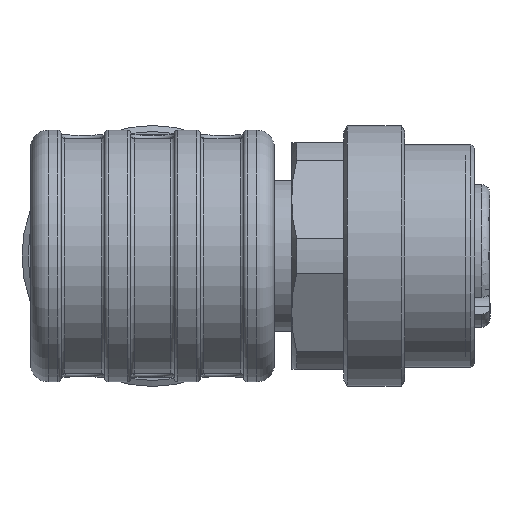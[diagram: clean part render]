
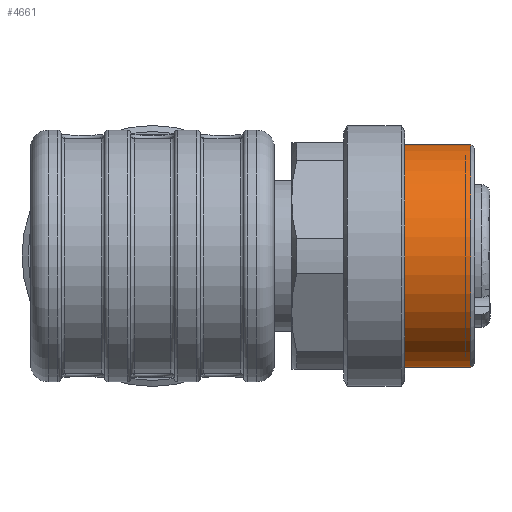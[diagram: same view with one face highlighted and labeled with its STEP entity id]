
A CAD part, left-side view. The second image highlights one B-rep face of the part: STEP entity #4661.
In plain terms, the highlighted cylindrical face has radius 6.4 mm (diameter 12.8 mm), a full revolution.
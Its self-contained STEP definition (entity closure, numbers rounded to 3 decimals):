
#4661=ADVANCED_FACE('',(#5518,#5519),#5397,.T.);
#5397=CYLINDRICAL_SURFACE('',#14873,6.4);
#5518=FACE_BOUND('',#5971,.T.);
#5519=FACE_BOUND('',#5972,.T.);
#5971=EDGE_LOOP('',(#7709));
#5972=EDGE_LOOP('',(#7710));
#7709=ORIENTED_EDGE('',*,*,#12534,.T.);
#7710=ORIENTED_EDGE('',*,*,#12535,.T.);
#11042=VERTEX_POINT('',#20402);
#11043=VERTEX_POINT('',#20404);
#12534=EDGE_CURVE('',#11042,#11042,#14233,.T.);
#12535=EDGE_CURVE('',#11043,#11043,#14234,.T.);
#14233=CIRCLE('',#14871,6.4);
#14234=CIRCLE('',#14872,6.4);
#14871=AXIS2_PLACEMENT_3D('',#20401,#16536,#16537);
#14872=AXIS2_PLACEMENT_3D('',#20403,#16538,#16539);
#14873=AXIS2_PLACEMENT_3D('',#20405,#16540,#16541);
#16536=DIRECTION('',(0.,1.,0.));
#16537=DIRECTION('',(1.,0.,0.));
#16538=DIRECTION('',(0.,-1.,0.));
#16539=DIRECTION('',(0.,0.,-1.));
#16540=DIRECTION('',(0.,-1.,0.));
#16541=DIRECTION('',(0.,0.,1.));
#20401=CARTESIAN_POINT('',(40.401,-18.3,0.));
#20402=CARTESIAN_POINT('',(46.801,-18.3,0.));
#20403=CARTESIAN_POINT('',(40.401,-14.5,0.));
#20404=CARTESIAN_POINT('',(40.401,-14.5,-6.4));
#20405=CARTESIAN_POINT('',(40.401,-18.5,0.));
